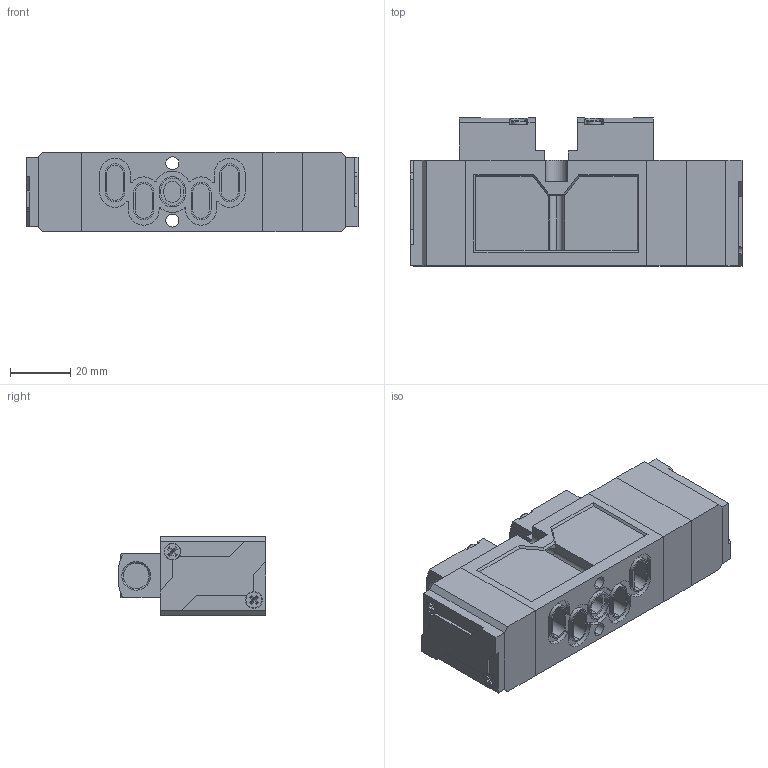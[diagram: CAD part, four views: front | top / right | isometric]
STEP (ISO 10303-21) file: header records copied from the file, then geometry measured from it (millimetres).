
FILE_DESCRIPTION (( 'STEP AP214' ), '1' );
FILE_NAME ('SIP333.STEP', '2019-09-05T07:45:07', ( 'yrd2' ), ( 'Hewlett-Packard Company' ), 'SwSTEP 2.0', 'SolidWorks 2008', '' );
FILE_SCHEMA (( 'AUTOMOTIVE_DESIGN' ));
Length unit declared in the file: millimetre
Products named in the file (6): SIP300 Body; SIP300 Pilot_ル遽; SIP300 Block Guide_ル遽; SIP300 Semi(ZN)_ル遽; SIP300 Semi Cover_ル遽; SIP333
Assembly tree (8 placements, depth 2):
  SIP333
    SIP300 Pilot_ル遽  x2
    SIP300 Semi Cover_ル遽  x2
    SIP300 Block Guide_ル遽
    SIP300 Semi(ZN)_ル遽  x2
    SIP300 Body
Bounding box: 110 x 49.03 x 26.5 mm (x, y, z)
Volume: 101036.6 mm3; surface area: 31741.8 mm2
Topology: 8 solids, 8 shells, 408 faces, 1032 edges, 672 vertices
Faces by surface type: plane 280, cylinder 116, torus 8, cone 4
Entity records: 9051 total; most frequent: CARTESIAN_POINT 1590, DIRECTION 1556, ORIENTED_EDGE 1480, EDGE_CURVE 740, VECTOR 524, LINE 524, AXIS2_PLACEMENT_3D 516, VERTEX_POINT 484
